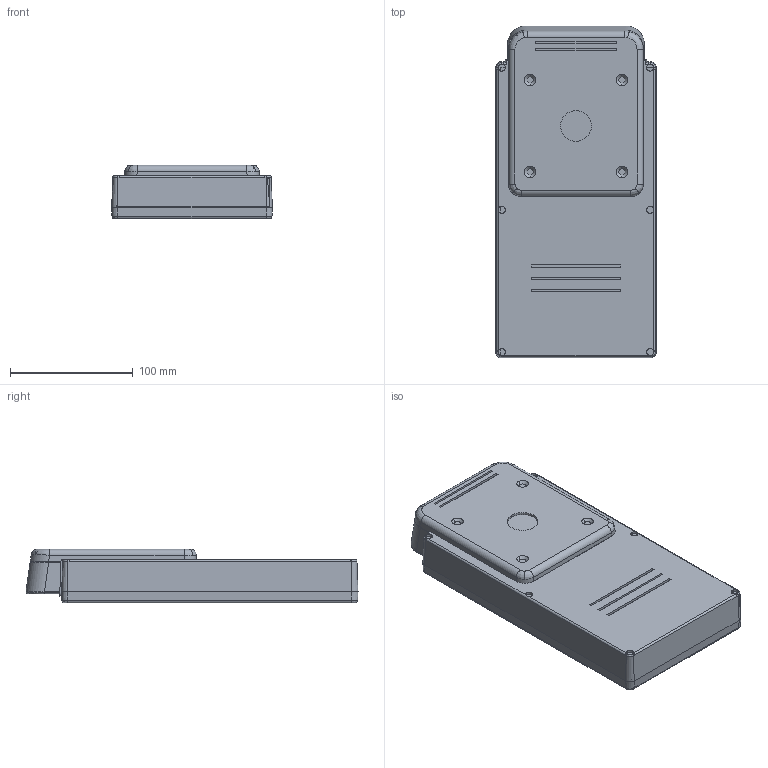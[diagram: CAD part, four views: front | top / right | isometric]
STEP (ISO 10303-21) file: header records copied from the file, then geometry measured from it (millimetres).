
FILE_DESCRIPTION (( 'STEP AP214' ), '1' );
FILE_NAME ('Demo.STEP', '2020-06-16T12:23:23', ( '' ), ( '' ), 'SwSTEP 2.0', 'SolidWorks 2016', '' );
FILE_SCHEMA (( 'AUTOMOTIVE_DESIGN' ));
Length unit declared in the file: millimetre
Products named in the file (1): Demo
Bounding box: 131 x 270.8 x 43.7 mm (x, y, z)
Volume: 1274751 mm3; surface area: 133322.1 mm2
Topology: 1 solids, 10 shells, 559 faces, 1476 edges, 937 vertices
Faces by surface type: plane 372, cylinder 75, bspline 58, cone 54
Entity records: 20709 total; most frequent: CARTESIAN_POINT 7760, ORIENTED_EDGE 2952, DIRECTION 2243, EDGE_CURVE 1476, VECTOR 1003, LINE 1003, VERTEX_POINT 937, AXIS2_PLACEMENT_3D 620
